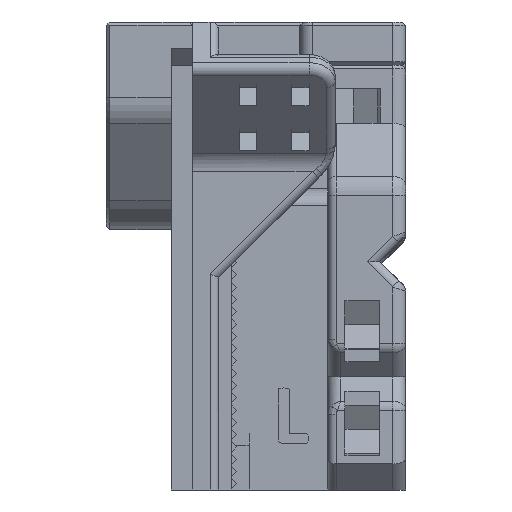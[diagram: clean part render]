
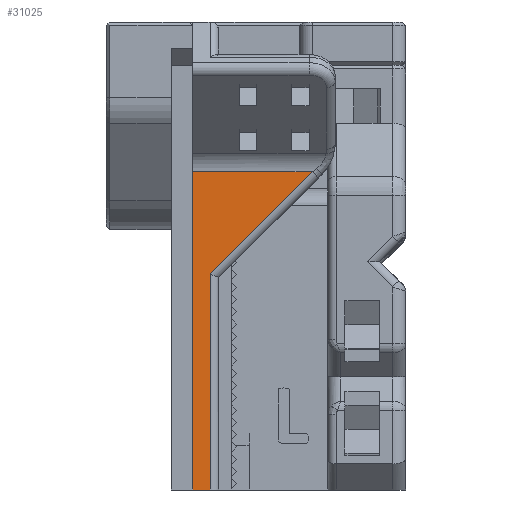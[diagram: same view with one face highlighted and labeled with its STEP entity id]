
A CAD part, left-side view. The second image highlights one B-rep face of the part: STEP entity #31025.
In plain terms, the highlighted planar face has unit normal (-1, 0, 0).
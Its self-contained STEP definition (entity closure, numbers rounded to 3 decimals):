
#802=PLANE('',#32817);
#2381=FACE_OUTER_BOUND('',#4134,.T.);
#4134=EDGE_LOOP('',(#22080,#22081,#22082,#22083,#22084));
#7278=LINE('',#44904,#10353);
#7279=LINE('',#44906,#10354);
#7280=LINE('',#44908,#10355);
#7281=LINE('',#44910,#10356);
#7282=LINE('',#44911,#10357);
#10353=VECTOR('',#35367,10.);
#10354=VECTOR('',#35368,10.);
#10355=VECTOR('',#35369,10.);
#10356=VECTOR('',#35370,10.);
#10357=VECTOR('',#35371,10.);
#13535=VERTEX_POINT('',#44765);
#13556=VERTEX_POINT('',#44903);
#13557=VERTEX_POINT('',#44905);
#13558=VERTEX_POINT('',#44907);
#13559=VERTEX_POINT('',#44909);
#16848=EDGE_CURVE('',#13556,#13535,#7278,.T.);
#16849=EDGE_CURVE('',#13557,#13556,#7279,.T.);
#16850=EDGE_CURVE('',#13558,#13557,#7280,.T.);
#16851=EDGE_CURVE('',#13559,#13558,#7281,.T.);
#16852=EDGE_CURVE('',#13535,#13559,#7282,.T.);
#22080=ORIENTED_EDGE('',*,*,#16848,.F.);
#22081=ORIENTED_EDGE('',*,*,#16849,.F.);
#22082=ORIENTED_EDGE('',*,*,#16850,.F.);
#22083=ORIENTED_EDGE('',*,*,#16851,.F.);
#22084=ORIENTED_EDGE('',*,*,#16852,.F.);
#31025=ADVANCED_FACE('',(#2381),#802,.F.);
#32817=AXIS2_PLACEMENT_3D('',#44902,#35365,#35366);
#35365=DIRECTION('center_axis',(1.,0.,0.));
#35366=DIRECTION('ref_axis',(0.,0.,-1.));
#35367=DIRECTION('',(0.,-1.,0.));
#35368=DIRECTION('',(0.,0.,1.));
#35369=DIRECTION('',(0.,1.,0.));
#35370=DIRECTION('',(0.,0.,-1.));
#35371=DIRECTION('',(0.,0.707,-0.707));
#44765=CARTESIAN_POINT('',(-48.21,8.063,35.407));
#44902=CARTESIAN_POINT('Origin',(-48.21,18.8,1.814));
#44903=CARTESIAN_POINT('',(-48.21,21.8,35.407));
#44904=CARTESIAN_POINT('',(-48.21,18.8,35.407));
#44905=CARTESIAN_POINT('',(-48.21,21.8,-1.184));
#44906=CARTESIAN_POINT('',(-48.21,21.8,13.273));
#44907=CARTESIAN_POINT('',(-48.21,19.8,-1.184));
#44908=CARTESIAN_POINT('',(-48.21,21.05,-1.184));
#44909=CARTESIAN_POINT('',(-48.21,19.8,23.671));
#44910=CARTESIAN_POINT('',(-48.21,19.8,0.315));
#44911=CARTESIAN_POINT('',(-48.21,18.171,25.3));
